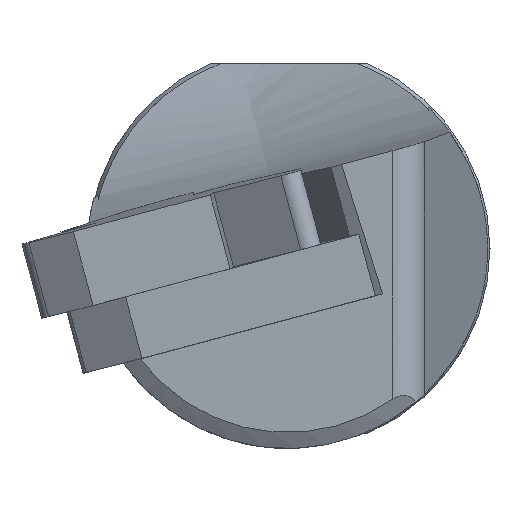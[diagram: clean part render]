
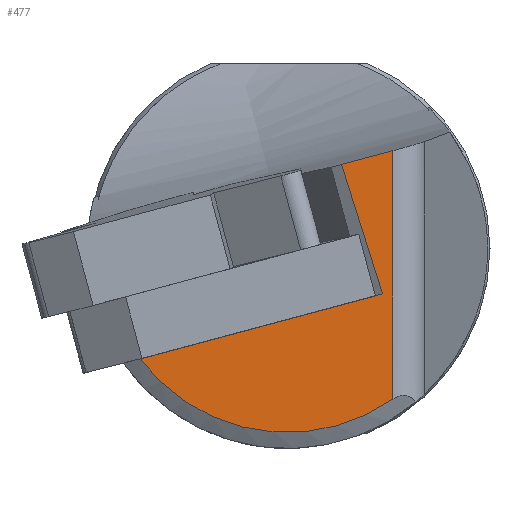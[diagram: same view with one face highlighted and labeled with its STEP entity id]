
A CAD part, left-side view. The second image highlights one B-rep face of the part: STEP entity #477.
In plain terms, the highlighted planar face has unit normal (-1, 0, 0).
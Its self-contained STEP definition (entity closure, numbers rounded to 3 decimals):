
#38=B_SPLINE_CURVE_WITH_KNOTS('',3,(#1703,#1704,#1705,#1706),
 .UNSPECIFIED.,.F.,.F.,(4,4),(0.,1.),.UNSPECIFIED.);
#477=ADVANCED_FACE('',(#559),#515,.T.);
#515=PLANE('',#1334);
#559=FACE_OUTER_BOUND('',#610,.T.);
#610=EDGE_LOOP('',(#815,#816,#817,#818,#819,#820));
#643=CIRCLE('',#1333,11.45);
#815=ORIENTED_EDGE('',*,*,#1083,.T.);
#816=ORIENTED_EDGE('',*,*,#1043,.F.);
#817=ORIENTED_EDGE('',*,*,#1085,.F.);
#818=ORIENTED_EDGE('',*,*,#1038,.F.);
#819=ORIENTED_EDGE('',*,*,#1086,.T.);
#820=ORIENTED_EDGE('',*,*,#1087,.T.);
#938=VERTEX_POINT('',#1682);
#939=VERTEX_POINT('',#1683);
#943=VERTEX_POINT('',#1702);
#944=VERTEX_POINT('',#1707);
#972=VERTEX_POINT('',#2116);
#973=VERTEX_POINT('',#2136);
#1038=EDGE_CURVE('',#938,#939,#1162,.T.);
#1043=EDGE_CURVE('',#943,#944,#38,.T.);
#1083=EDGE_CURVE('',#972,#944,#1173,.T.);
#1085=EDGE_CURVE('',#939,#943,#1174,.T.);
#1086=EDGE_CURVE('',#938,#973,#1175,.T.);
#1087=EDGE_CURVE('',#973,#972,#643,.T.);
#1162=LINE('',#1681,#1242);
#1173=LINE('',#2115,#1253);
#1174=LINE('',#2134,#1254);
#1175=LINE('',#2135,#1255);
#1242=VECTOR('',#1445,1.);
#1253=VECTOR('',#1506,1.);
#1254=VECTOR('',#1509,1.);
#1255=VECTOR('',#1510,1.);
#1333=AXIS2_PLACEMENT_3D('',#2137,#1511,#1512);
#1334=AXIS2_PLACEMENT_3D('',#2138,#1513,#1514);
#1445=DIRECTION('',(0.,-0.966,0.259));
#1506=DIRECTION('',(0.,0.,1.));
#1509=DIRECTION('',(0.,0.302,0.953));
#1510=DIRECTION('',(0.,0.966,-0.259));
#1511=DIRECTION('',(-1.,0.,0.));
#1512=DIRECTION('',(0.,1.,0.));
#1513=DIRECTION('',(-1.,0.,0.));
#1514=DIRECTION('',(0.,1.,0.));
#1681=CARTESIAN_POINT('',(0.62,-56.993,10.888));
#1682=CARTESIAN_POINT('',(0.62,-5.141,-3.006));
#1683=CARTESIAN_POINT('',(0.62,-5.815,-2.825));
#1702=CARTESIAN_POINT('',(0.62,-3.263,5.221));
#1703=CARTESIAN_POINT('',(0.62,-3.263,5.221));
#1704=CARTESIAN_POINT('',(0.62,-4.33,5.507));
#1705=CARTESIAN_POINT('',(0.62,-5.398,5.793));
#1706=CARTESIAN_POINT('',(0.62,-6.465,6.079));
#1707=CARTESIAN_POINT('',(0.62,-6.465,6.079));
#2115=CARTESIAN_POINT('',(0.62,-6.465,276.721));
#2116=CARTESIAN_POINT('',(0.62,-6.465,-9.381));
#2134=CARTESIAN_POINT('',(0.62,76.572,256.951));
#2135=CARTESIAN_POINT('',(0.62,-56.993,10.888));
#2136=CARTESIAN_POINT('',(0.62,9.263,-6.866));
#2137=CARTESIAN_POINT('',(0.62,0.1,0.));
#2138=CARTESIAN_POINT('',(0.62,14.236,276.721));
